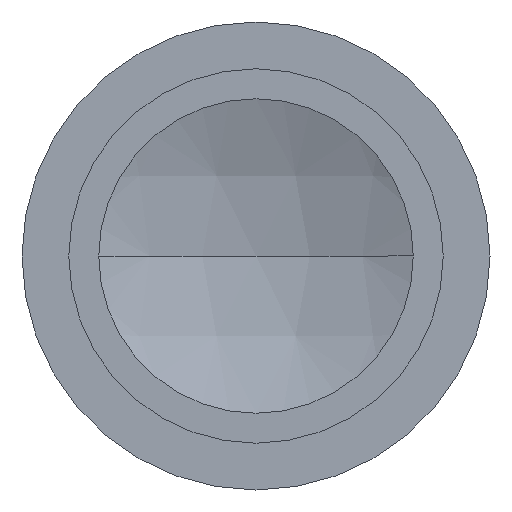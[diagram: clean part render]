
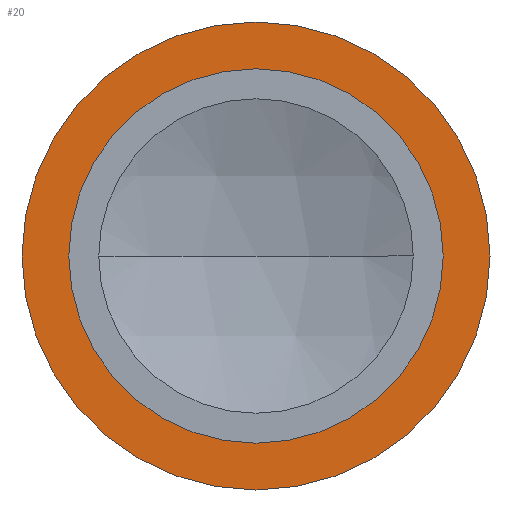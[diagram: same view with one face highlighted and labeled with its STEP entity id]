
A CAD part, left-side view. The second image highlights one B-rep face of the part: STEP entity #20.
In plain terms, the highlighted planar face has unit normal (-1, 0, 0).
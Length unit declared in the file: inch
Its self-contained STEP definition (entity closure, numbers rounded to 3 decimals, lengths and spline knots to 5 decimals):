
#6 = EDGE_LOOP ( 'NONE', ( #55, #65 ) ) ;
#7 = EDGE_LOOP ( 'NONE', ( #9, #18 ) ) ;
#9 = ORIENTED_EDGE ( 'NONE', *, *, #198, .T. ) ;
#18 = ORIENTED_EDGE ( 'NONE', *, *, #64, .T. ) ;
#20 = ADVANCED_FACE ( 'NONE', ( #248, #273 ), #236, .T. ) ;
#23 = EDGE_CURVE ( 'NONE', #189, #188, #267, .T. ) ;
#55 = ORIENTED_EDGE ( 'NONE', *, *, #211, .F. ) ;
#64 = EDGE_CURVE ( 'NONE', #209, #208, #351, .T. ) ;
#65 = ORIENTED_EDGE ( 'NONE', *, *, #23, .F. ) ;
#156 = DIRECTION ( 'NONE',  ( -1., 0., 0. ) ) ;
#188 = VERTEX_POINT ( 'NONE', #563 ) ;
#189 = VERTEX_POINT ( 'NONE', #570 ) ;
#198 = EDGE_CURVE ( 'NONE', #208, #209, #561, .T. ) ;
#208 = VERTEX_POINT ( 'NONE', #628 ) ;
#209 = VERTEX_POINT ( 'NONE', #596 ) ;
#211 = EDGE_CURVE ( 'NONE', #188, #189, #638, .T. ) ;
#234 = DIRECTION ( 'NONE',  ( -1., 0., 0. ) ) ;
#235 = CARTESIAN_POINT ( 'NONE',  ( 0.9, 0.05, 0. ) ) ;
#236 = PLANE ( 'NONE',  #246 ) ;
#238 = AXIS2_PLACEMENT_3D ( 'NONE', #272, #156, #263 ) ;
#246 = AXIS2_PLACEMENT_3D ( 'NONE', #235, #234, #266 ) ;
#248 = FACE_OUTER_BOUND ( 'NONE', #7, .T. ) ;
#263 = DIRECTION ( 'NONE',  ( 0., 0., 1. ) ) ;
#266 = DIRECTION ( 'NONE',  ( 0., 0., 1. ) ) ;
#267 = CIRCLE ( 'NONE', #238, 0.05 ) ;
#272 = CARTESIAN_POINT ( 'NONE',  ( 0.9, 0., 0. ) ) ;
#273 = FACE_BOUND ( 'NONE', #6, .T. ) ;
#347 = DIRECTION ( 'NONE',  ( 0., 0., 1. ) ) ;
#351 = CIRCLE ( 'NONE', #359, 0.0625 ) ;
#359 = AXIS2_PLACEMENT_3D ( 'NONE', #364, #379, #347 ) ;
#364 = CARTESIAN_POINT ( 'NONE',  ( 0.9, 0., 0. ) ) ;
#379 = DIRECTION ( 'NONE',  ( -1., 0., 0. ) ) ;
#561 = CIRCLE ( 'NONE', #581, 0.0625 ) ;
#563 = CARTESIAN_POINT ( 'NONE',  ( 0.9, 0., 0.05 ) ) ;
#570 = CARTESIAN_POINT ( 'NONE',  ( 0.9, 0., -0.05 ) ) ;
#581 = AXIS2_PLACEMENT_3D ( 'NONE', #595, #594, #593 ) ;
#593 = DIRECTION ( 'NONE',  ( 0., 0., 1. ) ) ;
#594 = DIRECTION ( 'NONE',  ( -1., 0., 0. ) ) ;
#595 = CARTESIAN_POINT ( 'NONE',  ( 0.9, 0., 0. ) ) ;
#596 = CARTESIAN_POINT ( 'NONE',  ( 0.9, 0., -0.0625 ) ) ;
#597 = DIRECTION ( 'NONE',  ( -1., 0., 0. ) ) ;
#598 = CARTESIAN_POINT ( 'NONE',  ( 0.9, 0., 0. ) ) ;
#599 = AXIS2_PLACEMENT_3D ( 'NONE', #598, #597, #605 ) ;
#605 = DIRECTION ( 'NONE',  ( 0., 0., 1. ) ) ;
#628 = CARTESIAN_POINT ( 'NONE',  ( 0.9, 0., 0.0625 ) ) ;
#638 = CIRCLE ( 'NONE', #599, 0.05 ) ;
